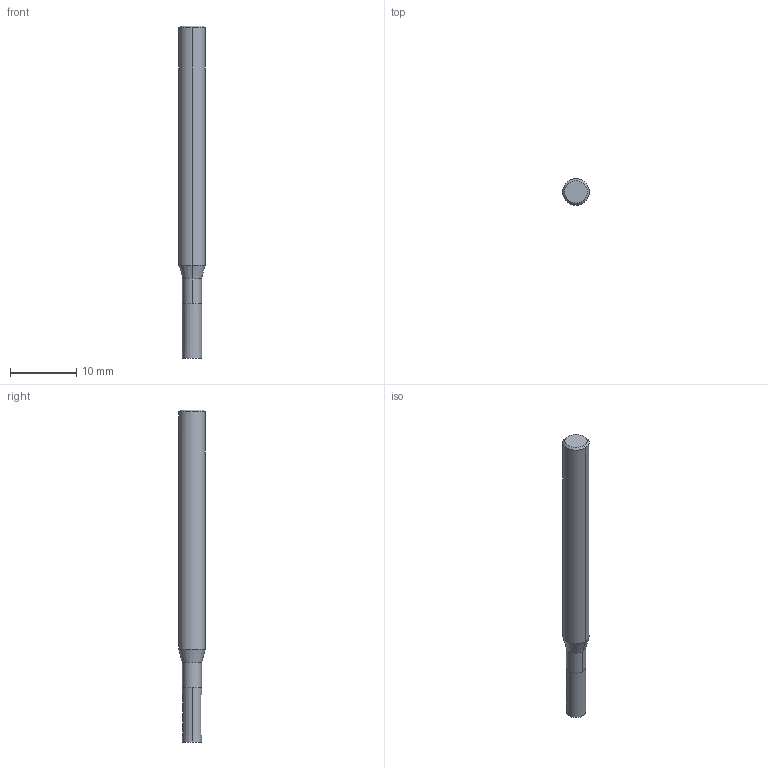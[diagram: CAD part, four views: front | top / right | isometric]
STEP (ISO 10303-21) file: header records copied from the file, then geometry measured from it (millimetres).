
FILE_DESCRIPTION(('no description'),'unknown implementation level');
FILE_NAME('solidSYM0kLSeMNWXQ9OZiK5SS61481g_1.STP',' ',('CIM GmbH Aachen'),('CADClick - KiM GmbH - www.kimweb.de'),'unknown preprocess','ACIS','unknown authorization');
FILE_SCHEMA(('automotive_design'));
Length unit declared in the file: millimetre
Products named in the file (2): 1; 2
Bounding box: 4 x 4 x 50 mm (x, y, z)
Volume: 550.2 mm3; surface area: 615.1 mm2
Topology: 2 solids, 2 shells, 29 faces, 67 edges, 42 vertices
Faces by surface type: cylinder 12, plane 9, cone 8
Entity records: 1844 total; most frequent: CARTESIAN_POINT 359, DIRECTION 143, STYLED_ITEM 140, PRESENTATION_STYLE_ASSIGNMENT 140, COLOUR_RGB 140, ORIENTED_EDGE 134, EDGE_CURVE 67, CURVE_STYLE 67
